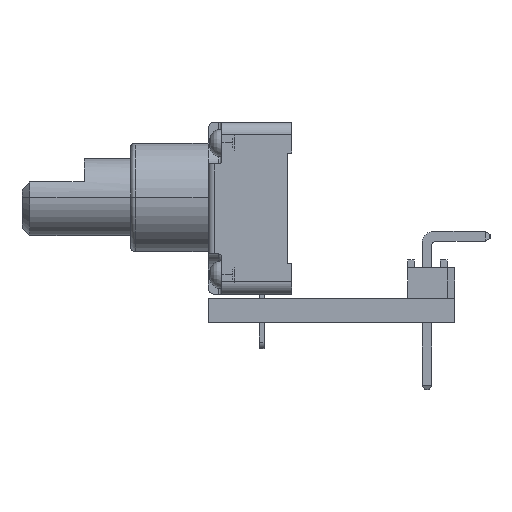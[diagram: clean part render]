
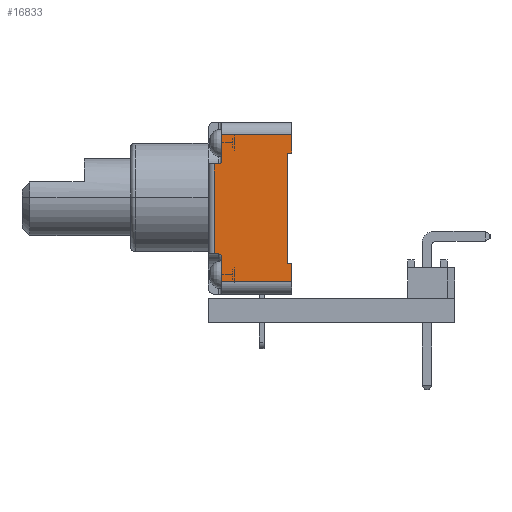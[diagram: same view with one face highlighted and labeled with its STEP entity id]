
A CAD part, left-side view. The second image highlights one B-rep face of the part: STEP entity #16833.
In plain terms, the highlighted face is planar.
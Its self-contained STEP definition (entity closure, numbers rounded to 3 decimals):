
#14537 = VERTEX_POINT('',#14538);
#14538 = CARTESIAN_POINT('',(4.75,2.15,1.025));
#14546 = VERTEX_POINT('',#14547);
#14547 = CARTESIAN_POINT('',(4.75,2.35,0.825));
#14553 = EDGE_CURVE('',#14546,#14537,#14554,.T.);
#14554 = CIRCLE('',#14555,0.2);
#14555 = AXIS2_PLACEMENT_3D('',#14556,#14557,#14558);
#14556 = CARTESIAN_POINT('',(4.75,2.35,1.025));
#14557 = DIRECTION('',(-1.,0.,0.));
#14558 = DIRECTION('',(0.,-1.,0.));
#14645 = VERTEX_POINT('',#14646);
#14646 = CARTESIAN_POINT('',(4.75,-3.85,0.825));
#14654 = VERTEX_POINT('',#14655);
#14655 = CARTESIAN_POINT('',(4.75,-3.65,1.025));
#14661 = EDGE_CURVE('',#14654,#14645,#14662,.T.);
#14662 = CIRCLE('',#14663,0.2);
#14663 = AXIS2_PLACEMENT_3D('',#14664,#14665,#14666);
#14664 = CARTESIAN_POINT('',(4.75,-3.85,1.025));
#14665 = DIRECTION('',(-1.,0.,0.));
#14666 = DIRECTION('',(0.,-1.,0.));
#15031 = VERTEX_POINT('',#15032);
#15032 = CARTESIAN_POINT('',(4.75,-3.65,1.3));
#15041 = EDGE_CURVE('',#15042,#15031,#15044,.T.);
#15042 = VERTEX_POINT('',#15043);
#15043 = CARTESIAN_POINT('',(4.75,2.15,1.3));
#15044 = LINE('',#15045,#15046);
#15045 = CARTESIAN_POINT('',(4.75,4.05,1.3));
#15046 = VECTOR('',#15047,1.);
#15047 = DIRECTION('',(0.,-1.,0.));
#15285 = EDGE_CURVE('',#14654,#15031,#15286,.T.);
#15286 = LINE('',#15287,#15288);
#15287 = CARTESIAN_POINT('',(4.75,-3.65,-3.646));
#15288 = VECTOR('',#15289,1.);
#15289 = DIRECTION('',(0.,0.,1.));
#15321 = VERTEX_POINT('',#15322);
#15322 = CARTESIAN_POINT('',(4.75,-5.45,0.825));
#15329 = EDGE_CURVE('',#15321,#14645,#15330,.T.);
#15330 = LINE('',#15331,#15332);
#15331 = CARTESIAN_POINT('',(4.75,-3.65,0.825));
#15332 = VECTOR('',#15333,1.);
#15333 = DIRECTION('',(0.,1.,0.));
#15460 = EDGE_CURVE('',#14537,#15042,#15461,.T.);
#15461 = LINE('',#15462,#15463);
#15462 = CARTESIAN_POINT('',(4.75,2.15,-3.646));
#15463 = VECTOR('',#15464,1.);
#15464 = DIRECTION('',(0.,0.,1.));
#15699 = EDGE_CURVE('',#14546,#15700,#15702,.T.);
#15700 = VERTEX_POINT('',#15701);
#15701 = CARTESIAN_POINT('',(4.75,4.05,0.825));
#15702 = LINE('',#15703,#15704);
#15703 = CARTESIAN_POINT('',(4.75,4.05,0.825));
#15704 = VECTOR('',#15705,1.);
#15705 = DIRECTION('',(0.,1.,0.));
#16336 = VERTEX_POINT('',#16337);
#16337 = CARTESIAN_POINT('',(4.75,2.85,-3.7));
#16343 = EDGE_CURVE('',#16336,#16344,#16346,.T.);
#16344 = VERTEX_POINT('',#16345);
#16345 = CARTESIAN_POINT('',(4.75,2.85,-3.4));
#16346 = LINE('',#16347,#16348);
#16347 = CARTESIAN_POINT('',(4.75,2.85,-10.228));
#16348 = VECTOR('',#16349,1.);
#16349 = DIRECTION('',(0.,0.,1.));
#16367 = VERTEX_POINT('',#16368);
#16368 = CARTESIAN_POINT('',(4.75,-4.25,-3.7));
#16376 = VERTEX_POINT('',#16377);
#16377 = CARTESIAN_POINT('',(4.75,-4.25,-3.4));
#16383 = EDGE_CURVE('',#16367,#16376,#16384,.T.);
#16384 = LINE('',#16385,#16386);
#16385 = CARTESIAN_POINT('',(4.75,-4.25,-10.228));
#16386 = VECTOR('',#16387,1.);
#16387 = DIRECTION('',(0.,0.,1.));
#16397 = EDGE_CURVE('',#16367,#16398,#16400,.T.);
#16398 = VERTEX_POINT('',#16399);
#16399 = CARTESIAN_POINT('',(4.75,-5.45,-3.7));
#16400 = LINE('',#16401,#16402);
#16401 = CARTESIAN_POINT('',(4.75,-4.25,-3.7));
#16402 = VECTOR('',#16403,1.);
#16403 = DIRECTION('',(0.,-1.,0.));
#16638 = VERTEX_POINT('',#16639);
#16639 = CARTESIAN_POINT('',(4.75,4.05,-3.7));
#16646 = EDGE_CURVE('',#16638,#16336,#16647,.T.);
#16647 = LINE('',#16648,#16649);
#16648 = CARTESIAN_POINT('',(4.75,4.05,-3.7));
#16649 = VECTOR('',#16650,1.);
#16650 = DIRECTION('',(0.,-1.,0.));
#16688 = EDGE_CURVE('',#16344,#16376,#16689,.T.);
#16689 = LINE('',#16690,#16691);
#16690 = CARTESIAN_POINT('',(4.75,-0.7,-3.4));
#16691 = VECTOR('',#16692,1.);
#16692 = DIRECTION('',(0.,-1.,0.));
#16833 = ADVANCED_FACE('',(#16834),#16860,.T.);
#16834 = FACE_BOUND('',#16835,.T.);
#16835 = EDGE_LOOP('',(#16836,#16842,#16843,#16844,#16845,#16846,#16847,
    #16853,#16854,#16855,#16856,#16857,#16858,#16859));
#16836 = ORIENTED_EDGE('',*,*,#16837,.F.);
#16837 = EDGE_CURVE('',#16398,#15321,#16838,.T.);
#16838 = LINE('',#16839,#16840);
#16839 = CARTESIAN_POINT('',(4.75,-5.45,-17.3));
#16840 = VECTOR('',#16841,1.);
#16841 = DIRECTION('',(0.,0.,1.));
#16842 = ORIENTED_EDGE('',*,*,#16397,.F.);
#16843 = ORIENTED_EDGE('',*,*,#16383,.T.);
#16844 = ORIENTED_EDGE('',*,*,#16688,.F.);
#16845 = ORIENTED_EDGE('',*,*,#16343,.F.);
#16846 = ORIENTED_EDGE('',*,*,#16646,.F.);
#16847 = ORIENTED_EDGE('',*,*,#16848,.T.);
#16848 = EDGE_CURVE('',#16638,#15700,#16849,.T.);
#16849 = LINE('',#16850,#16851);
#16850 = CARTESIAN_POINT('',(4.75,4.05,-17.3));
#16851 = VECTOR('',#16852,1.);
#16852 = DIRECTION('',(0.,0.,1.));
#16853 = ORIENTED_EDGE('',*,*,#15699,.F.);
#16854 = ORIENTED_EDGE('',*,*,#14553,.T.);
#16855 = ORIENTED_EDGE('',*,*,#15460,.T.);
#16856 = ORIENTED_EDGE('',*,*,#15041,.T.);
#16857 = ORIENTED_EDGE('',*,*,#15285,.F.);
#16858 = ORIENTED_EDGE('',*,*,#14661,.T.);
#16859 = ORIENTED_EDGE('',*,*,#15329,.F.);
#16860 = PLANE('',#16861);
#16861 = AXIS2_PLACEMENT_3D('',#16862,#16863,#16864);
#16862 = CARTESIAN_POINT('',(4.75,-5.45,-17.3));
#16863 = DIRECTION('',(1.,0.,0.));
#16864 = DIRECTION('',(0.,1.,0.));
